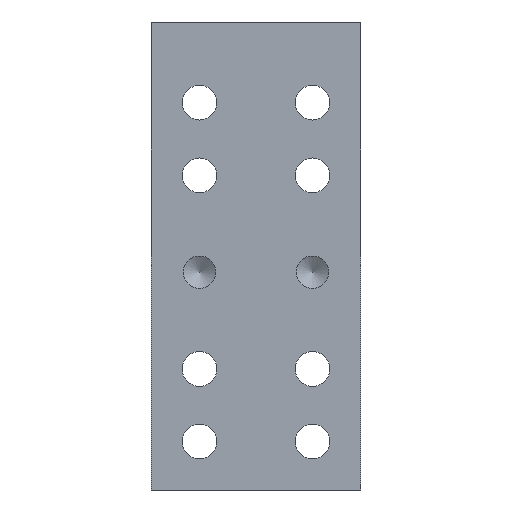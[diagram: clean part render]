
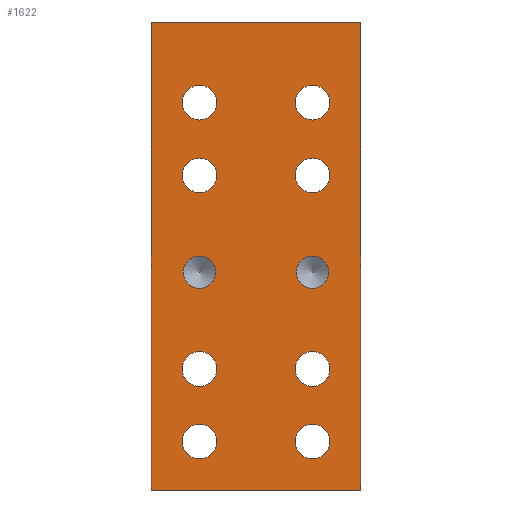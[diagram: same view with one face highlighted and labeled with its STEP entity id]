
A CAD part, left-side view. The second image highlights one B-rep face of the part: STEP entity #1622.
In plain terms, the highlighted planar face has unit normal (-1, 0, 0).
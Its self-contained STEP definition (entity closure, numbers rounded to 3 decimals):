
#317=CARTESIAN_POINT('',(0.,-20.0,3.85));
#318=VERTEX_POINT('',#317);
#319=CARTESIAN_POINT('',(0.0,-20.0,6.));
#320=DIRECTION('',(1.0,0.0,0.0));
#321=DIRECTION('',(0.0,0.0,1.0));
#322=AXIS2_PLACEMENT_3D('',#319,#320,#321);
#323=CIRCLE('',#322,2.15);
#324=EDGE_CURVE('',#318,#318,#323,.T.);
#385=CARTESIAN_POINT('',(0.,-6.,3.85));
#386=VERTEX_POINT('',#385);
#387=CARTESIAN_POINT('',(0.0,-6.,6.));
#388=DIRECTION('',(1.0,0.0,0.0));
#389=DIRECTION('',(0.0,0.0,1.0));
#390=AXIS2_PLACEMENT_3D('',#387,#388,#389);
#391=CIRCLE('',#390,2.15);
#392=EDGE_CURVE('',#386,#386,#391,.T.);
#487=CARTESIAN_POINT('',(0.,-6.,12.85));
#488=VERTEX_POINT('',#487);
#489=CARTESIAN_POINT('',(0.0,-6.,15.0));
#490=DIRECTION('',(1.0,0.0,0.0));
#491=DIRECTION('',(0.0,0.0,1.0));
#492=AXIS2_PLACEMENT_3D('',#489,#490,#491);
#493=CIRCLE('',#492,2.15);
#494=EDGE_CURVE('',#488,#488,#493,.T.);
#589=CARTESIAN_POINT('',(0.,-20.0,12.85));
#590=VERTEX_POINT('',#589);
#591=CARTESIAN_POINT('',(0.0,-20.0,15.0));
#592=DIRECTION('',(1.0,0.0,0.0));
#593=DIRECTION('',(0.0,0.0,1.0));
#594=AXIS2_PLACEMENT_3D('',#591,#592,#593);
#595=CIRCLE('',#594,2.15);
#596=EDGE_CURVE('',#590,#590,#595,.T.);
#683=CARTESIAN_POINT('',(0.,-6.,36.85));
#684=VERTEX_POINT('',#683);
#685=CARTESIAN_POINT('',(0.0,-6.,39.0));
#686=DIRECTION('',(1.0,0.0,0.0));
#687=DIRECTION('',(0.0,0.0,1.0));
#688=AXIS2_PLACEMENT_3D('',#685,#686,#687);
#689=CIRCLE('',#688,2.15);
#690=EDGE_CURVE('',#684,#684,#689,.T.);
#777=CARTESIAN_POINT('',(0.,-20.0,36.85));
#778=VERTEX_POINT('',#777);
#779=CARTESIAN_POINT('',(0.0,-20.0,39.0));
#780=DIRECTION('',(1.0,0.0,0.0));
#781=DIRECTION('',(0.0,0.0,1.0));
#782=AXIS2_PLACEMENT_3D('',#779,#780,#781);
#783=CIRCLE('',#782,2.15);
#784=EDGE_CURVE('',#778,#778,#783,.T.);
#893=CARTESIAN_POINT('',(0.,-6.,45.85));
#894=VERTEX_POINT('',#893);
#895=CARTESIAN_POINT('',(0.0,-6.,48.));
#896=DIRECTION('',(1.0,0.0,0.0));
#897=DIRECTION('',(0.0,0.0,1.0));
#898=AXIS2_PLACEMENT_3D('',#895,#896,#897);
#899=CIRCLE('',#898,2.15);
#900=EDGE_CURVE('',#894,#894,#899,.T.);
#1009=CARTESIAN_POINT('',(0.,-20.0,45.85));
#1010=VERTEX_POINT('',#1009);
#1011=CARTESIAN_POINT('',(0.0,-20.0,48.));
#1012=DIRECTION('',(1.0,0.0,0.0));
#1013=DIRECTION('',(0.0,0.0,1.0));
#1014=AXIS2_PLACEMENT_3D('',#1011,#1012,#1013);
#1015=CIRCLE('',#1014,2.15);
#1016=EDGE_CURVE('',#1010,#1010,#1015,.T.);
#1263=CARTESIAN_POINT('',(0.,-20.0,29.));
#1264=VERTEX_POINT('',#1263);
#1265=CARTESIAN_POINT('',(0.,-20.0,27.0));
#1266=DIRECTION('',(1.0,0.0,0.0));
#1267=DIRECTION('',(0.0,0.0,1.0));
#1268=AXIS2_PLACEMENT_3D('',#1265,#1266,#1267);
#1269=CIRCLE('',#1268,2.0);
#1270=EDGE_CURVE('',#1264,#1264,#1269,.T.);
#1300=CARTESIAN_POINT('',(0.,-6.,29.));
#1301=VERTEX_POINT('',#1300);
#1302=CARTESIAN_POINT('',(0.,-6.,27.0));
#1303=DIRECTION('',(1.0,0.0,0.0));
#1304=DIRECTION('',(0.0,0.0,1.0));
#1305=AXIS2_PLACEMENT_3D('',#1302,#1303,#1304);
#1306=CIRCLE('',#1305,2.0);
#1307=EDGE_CURVE('',#1301,#1301,#1306,.T.);
#1490=CARTESIAN_POINT('',(0.0,0.0,0.0));
#1491=VERTEX_POINT('',#1490);
#1498=CARTESIAN_POINT('',(0.0,0.0,58.));
#1499=VERTEX_POINT('',#1498);
#1500=CARTESIAN_POINT('',(0.0,0.0,0.0));
#1501=DIRECTION('',(0.0,0.0,1.0));
#1502=VECTOR('',#1501,58.);
#1503=LINE('',#1500,#1502);
#1504=EDGE_CURVE('',#1491,#1499,#1503,.T.);
#1538=CARTESIAN_POINT('',(0.,-26.0,58.));
#1539=VERTEX_POINT('',#1538);
#1546=CARTESIAN_POINT('',(0.,-26.0,0.0));
#1547=VERTEX_POINT('',#1546);
#1548=CARTESIAN_POINT('',(0.,-26.0,0.0));
#1549=DIRECTION('',(0.0,0.0,1.0));
#1550=VECTOR('',#1549,58.);
#1551=LINE('',#1548,#1550);
#1552=EDGE_CURVE('',#1547,#1539,#1551,.T.);
#1571=CARTESIAN_POINT('',(0.,-26.0,0.0));
#1572=DIRECTION('',(-1.0,0.0,0.0));
#1573=DIRECTION('',(0.0,0.0,1.0));
#1574=AXIS2_PLACEMENT_3D('',#1571,#1572,#1573);
#1575=PLANE('',#1574);
#1576=CARTESIAN_POINT('',(0.,-26.0,58.));
#1577=DIRECTION('',(0.0,1.0,0.0));
#1578=VECTOR('',#1577,26.0);
#1579=LINE('',#1576,#1578);
#1580=EDGE_CURVE('',#1539,#1499,#1579,.T.);
#1581=ORIENTED_EDGE('',*,*,#1580,.T.);
#1582=ORIENTED_EDGE('',*,*,#1504,.F.);
#1583=CARTESIAN_POINT('',(0.,-26.0,0.0));
#1584=DIRECTION('',(0.0,1.0,0.0));
#1585=VECTOR('',#1584,26.0);
#1586=LINE('',#1583,#1585);
#1587=EDGE_CURVE('',#1547,#1491,#1586,.T.);
#1588=ORIENTED_EDGE('',*,*,#1587,.F.);
#1589=ORIENTED_EDGE('',*,*,#1552,.T.);
#1590=EDGE_LOOP('',(#1581,#1582,#1588,#1589));
#1591=FACE_OUTER_BOUND('',#1590,.T.);
#1592=ORIENTED_EDGE('',*,*,#324,.T.);
#1593=EDGE_LOOP('',(#1592));
#1594=FACE_BOUND('',#1593,.T.);
#1595=ORIENTED_EDGE('',*,*,#392,.T.);
#1596=EDGE_LOOP('',(#1595));
#1597=FACE_BOUND('',#1596,.T.);
#1598=ORIENTED_EDGE('',*,*,#494,.T.);
#1599=EDGE_LOOP('',(#1598));
#1600=FACE_BOUND('',#1599,.T.);
#1601=ORIENTED_EDGE('',*,*,#596,.T.);
#1602=EDGE_LOOP('',(#1601));
#1603=FACE_BOUND('',#1602,.T.);
#1604=ORIENTED_EDGE('',*,*,#690,.T.);
#1605=EDGE_LOOP('',(#1604));
#1606=FACE_BOUND('',#1605,.T.);
#1607=ORIENTED_EDGE('',*,*,#784,.T.);
#1608=EDGE_LOOP('',(#1607));
#1609=FACE_BOUND('',#1608,.T.);
#1610=ORIENTED_EDGE('',*,*,#900,.T.);
#1611=EDGE_LOOP('',(#1610));
#1612=FACE_BOUND('',#1611,.T.);
#1613=ORIENTED_EDGE('',*,*,#1016,.T.);
#1614=EDGE_LOOP('',(#1613));
#1615=FACE_BOUND('',#1614,.T.);
#1616=ORIENTED_EDGE('',*,*,#1270,.T.);
#1617=EDGE_LOOP('',(#1616));
#1618=FACE_BOUND('',#1617,.T.);
#1619=ORIENTED_EDGE('',*,*,#1307,.T.);
#1620=EDGE_LOOP('',(#1619));
#1621=FACE_BOUND('',#1620,.T.);
#1622=ADVANCED_FACE('',(#1591,#1594,#1597,#1600,#1603,#1606,#1609,#1612,#1615,#1618,#1621),#1575,.T.);
